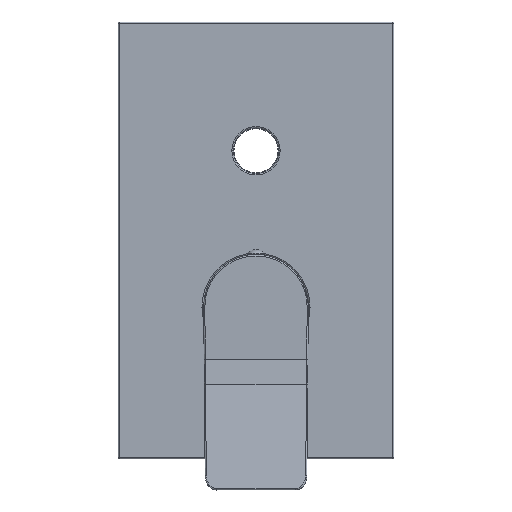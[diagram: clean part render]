
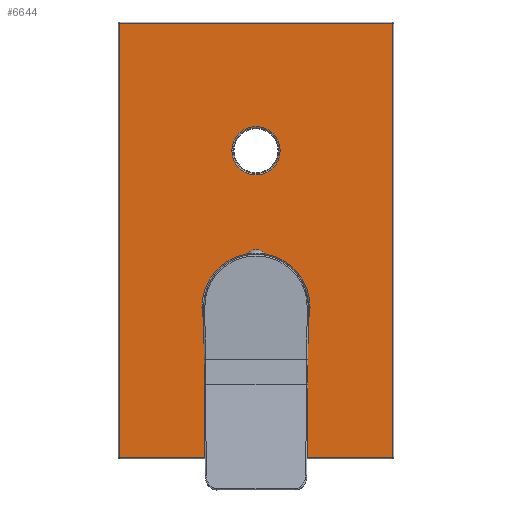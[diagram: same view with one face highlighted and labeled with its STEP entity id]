
A CAD part, top view. The second image highlights one B-rep face of the part: STEP entity #6644.
In plain terms, the highlighted planar face has unit normal (0, 0, 1).
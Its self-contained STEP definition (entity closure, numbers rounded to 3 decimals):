
#5430=DIRECTION('',(-1.,0.,0.));
#5431=VECTOR('',#5430,119.);
#5432=CARTESIAN_POINT('',(59.5,123.5,-2.));
#5433=LINE('',#5432,#5431);
#5434=DIRECTION('',(0.,1.,0.));
#5435=VECTOR('',#5434,189.);
#5436=CARTESIAN_POINT('',(59.5,-65.5,-2.));
#5437=LINE('',#5436,#5435);
#5438=DIRECTION('',(1.,0.,0.));
#5439=VECTOR('',#5438,119.);
#5440=CARTESIAN_POINT('',(-59.5,-65.5,-2.));
#5441=LINE('',#5440,#5439);
#5442=DIRECTION('',(0.,-1.,0.));
#5443=VECTOR('',#5442,189.);
#5444=CARTESIAN_POINT('',(-59.5,123.5,-2.));
#5445=LINE('',#5444,#5443);
#5446=CARTESIAN_POINT('',(0.,0.,-2.));
#5447=DIRECTION('',(0.,0.,-1.));
#5448=DIRECTION('',(1.,0.,0.));
#5449=AXIS2_PLACEMENT_3D('',#5446,#5447,#5448);
#5451=CARTESIAN_POINT('',(0.,0.,-2.));
#5452=DIRECTION('',(0.,0.,-1.));
#5453=DIRECTION('',(-1.,0.,0.));
#5454=AXIS2_PLACEMENT_3D('',#5451,#5452,#5453);
#5456=CARTESIAN_POINT('',(0.,68.,-2.));
#5457=DIRECTION('',(0.,0.,-1.));
#5458=DIRECTION('',(-1.,0.,0.));
#5459=AXIS2_PLACEMENT_3D('',#5456,#5457,#5458);
#5461=CARTESIAN_POINT('',(0.,68.,-2.));
#5462=DIRECTION('',(0.,0.,-1.));
#5463=DIRECTION('',(1.,0.,0.));
#5464=AXIS2_PLACEMENT_3D('',#5461,#5462,#5463);
#6261=CARTESIAN_POINT('',(59.5,123.5,-2.));
#6262=CARTESIAN_POINT('',(-59.5,123.5,-2.));
#6263=VERTEX_POINT('',#6261);
#6264=VERTEX_POINT('',#6262);
#6269=CARTESIAN_POINT('',(-59.5,-65.5,-2.));
#6270=VERTEX_POINT('',#6269);
#6275=CARTESIAN_POINT('',(59.5,-65.5,-2.));
#6276=VERTEX_POINT('',#6275);
#6281=CARTESIAN_POINT('',(23.5,0.,-2.));
#6282=CARTESIAN_POINT('',(-23.5,0.,-2.));
#6283=VERTEX_POINT('',#6281);
#6284=VERTEX_POINT('',#6282);
#6289=CARTESIAN_POINT('',(-10.5,68.,-2.));
#6290=CARTESIAN_POINT('',(10.5,68.,-2.));
#6291=VERTEX_POINT('',#6289);
#6292=VERTEX_POINT('',#6290);
#6618=CARTESIAN_POINT('',(0.,29.,-2.));
#6619=DIRECTION('',(0.,0.,1.));
#6620=DIRECTION('',(1.,0.,0.));
#6621=AXIS2_PLACEMENT_3D('',#6618,#6619,#6620);
#6622=PLANE('',#6621);
#6624=ORIENTED_EDGE('',*,*,#6623,.F.);
#6626=ORIENTED_EDGE('',*,*,#6625,.F.);
#6628=ORIENTED_EDGE('',*,*,#6627,.F.);
#6630=ORIENTED_EDGE('',*,*,#6629,.F.);
#6631=EDGE_LOOP('',(#6624,#6626,#6628,#6630));
#6632=FACE_OUTER_BOUND('',#6631,.F.);
#6634=ORIENTED_EDGE('',*,*,#6633,.F.);
#6636=ORIENTED_EDGE('',*,*,#6635,.F.);
#6637=EDGE_LOOP('',(#6634,#6636));
#6638=FACE_BOUND('',#6637,.F.);
#6640=ORIENTED_EDGE('',*,*,#6639,.F.);
#6641=ORIENTED_EDGE('',*,*,#6601,.F.);
#6642=EDGE_LOOP('',(#6640,#6641));
#6643=FACE_BOUND('',#6642,.F.);
#6644=ADVANCED_FACE('',(#6632,#6638,#6643),#6622,.T.);
#5450=CIRCLE('',#5449,23.5);
#5455=CIRCLE('',#5454,23.5);
#5460=CIRCLE('',#5459,10.5);
#5465=CIRCLE('',#5464,10.5);
#6601=EDGE_CURVE('',#6292,#6291,#5465,.T.);
#6623=EDGE_CURVE('',#6263,#6264,#5433,.T.);
#6625=EDGE_CURVE('',#6276,#6263,#5437,.T.);
#6627=EDGE_CURVE('',#6270,#6276,#5441,.T.);
#6629=EDGE_CURVE('',#6264,#6270,#5445,.T.);
#6633=EDGE_CURVE('',#6283,#6284,#5450,.T.);
#6635=EDGE_CURVE('',#6284,#6283,#5455,.T.);
#6639=EDGE_CURVE('',#6291,#6292,#5460,.T.);
